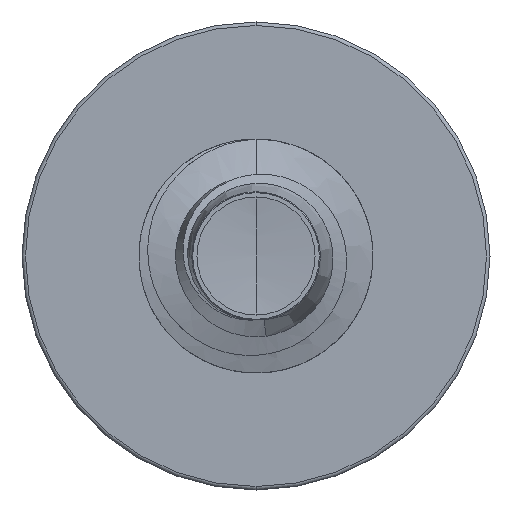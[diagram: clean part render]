
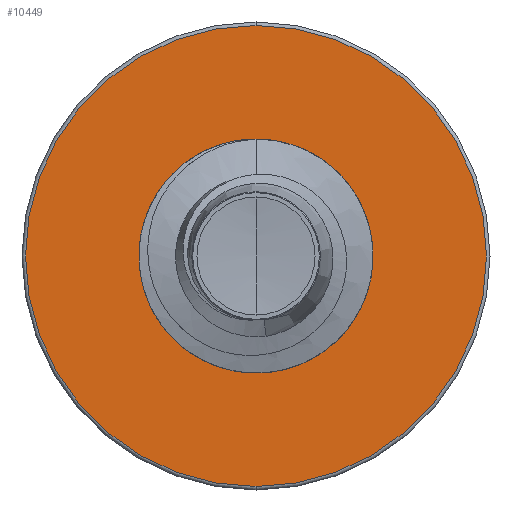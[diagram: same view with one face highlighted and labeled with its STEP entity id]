
A CAD part, front view. The second image highlights one B-rep face of the part: STEP entity #10449.
In plain terms, the highlighted planar face has unit normal (0, -1, 0).
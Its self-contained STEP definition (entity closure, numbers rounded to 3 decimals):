
#162 = AXIS2_PLACEMENT_3D ( 'NONE', #6543, #2103, #8352 ) ;
#344 = CARTESIAN_POINT ( 'NONE',  ( 0., 8., -1.722 ) ) ;
#492 = FACE_OUTER_BOUND ( 'NONE', #8521, .T. ) ;
#782 = CIRCLE ( 'NONE', #2040, 1.722 ) ;
#866 = ORIENTED_EDGE ( 'NONE', *, *, #6813, .T. ) ;
#1301 = AXIS2_PLACEMENT_3D ( 'NONE', #1473, #7709, #2366 ) ;
#1303 = DIRECTION ( 'NONE',  ( 0., 1., 0. ) ) ;
#1473 = CARTESIAN_POINT ( 'NONE',  ( 0., 8., 0. ) ) ;
#1497 = CIRCLE ( 'NONE', #1301, 3.448 ) ;
#2040 = AXIS2_PLACEMENT_3D ( 'NONE', #5333, #11516, #6245 ) ;
#2103 = DIRECTION ( 'NONE',  ( 0., 1., 0. ) ) ;
#2366 = DIRECTION ( 'NONE',  ( 0., 0., 1. ) ) ;
#3081 = DIRECTION ( 'NONE',  ( 0., 1., 0. ) ) ;
#3526 = VERTEX_POINT ( 'NONE', #9727 ) ;
#4562 = CIRCLE ( 'NONE', #5857, 1.722 ) ;
#4746 = CARTESIAN_POINT ( 'NONE',  ( 0., 8., -3.447 ) ) ;
#4956 = FACE_BOUND ( 'NONE', #7415, .T. ) ;
#5333 = CARTESIAN_POINT ( 'NONE',  ( 0., 8., 0. ) ) ;
#5608 = EDGE_CURVE ( 'NONE', #7636, #10151, #1497, .T. ) ;
#5857 = AXIS2_PLACEMENT_3D ( 'NONE', #6635, #1303, #7531 ) ;
#6005 = EDGE_CURVE ( 'NONE', #10151, #7636, #8629, .T. ) ;
#6245 = DIRECTION ( 'NONE',  ( 0., 0., 1. ) ) ;
#6543 = CARTESIAN_POINT ( 'NONE',  ( 0., 8., -1.722 ) ) ;
#6548 = CARTESIAN_POINT ( 'NONE',  ( 0., 8., 3.448 ) ) ;
#6635 = CARTESIAN_POINT ( 'NONE',  ( 0., 8., 0. ) ) ;
#6679 = AXIS2_PLACEMENT_3D ( 'NONE', #8443, #3081, #9349 ) ;
#6798 = VERTEX_POINT ( 'NONE', #344 ) ;
#6813 = EDGE_CURVE ( 'NONE', #3526, #6798, #4562, .T. ) ;
#7200 = EDGE_CURVE ( 'NONE', #6798, #3526, #782, .T. ) ;
#7415 = EDGE_LOOP ( 'NONE', ( #866, #9790 ) ) ;
#7531 = DIRECTION ( 'NONE',  ( 0., 0., 1. ) ) ;
#7636 = VERTEX_POINT ( 'NONE', #6548 ) ;
#7709 = DIRECTION ( 'NONE',  ( 0., 1., 0. ) ) ;
#8352 = DIRECTION ( 'NONE',  ( 0., 0., 1. ) ) ;
#8443 = CARTESIAN_POINT ( 'NONE',  ( 0., 8., 0. ) ) ;
#8521 = EDGE_LOOP ( 'NONE', ( #10825, #10545 ) ) ;
#8629 = CIRCLE ( 'NONE', #6679, 3.448 ) ;
#9217 = PLANE ( 'NONE',  #162 ) ;
#9349 = DIRECTION ( 'NONE',  ( 0., 0., 1. ) ) ;
#9727 = CARTESIAN_POINT ( 'NONE',  ( 0., 8., 1.722 ) ) ;
#9790 = ORIENTED_EDGE ( 'NONE', *, *, #7200, .T. ) ;
#10151 = VERTEX_POINT ( 'NONE', #4746 ) ;
#10449 = ADVANCED_FACE ( 'NONE', ( #492, #4956 ), #9217, .F. ) ;
#10545 = ORIENTED_EDGE ( 'NONE', *, *, #6005, .F. ) ;
#10825 = ORIENTED_EDGE ( 'NONE', *, *, #5608, .F. ) ;
#11516 = DIRECTION ( 'NONE',  ( 0., 1., 0. ) ) ;
